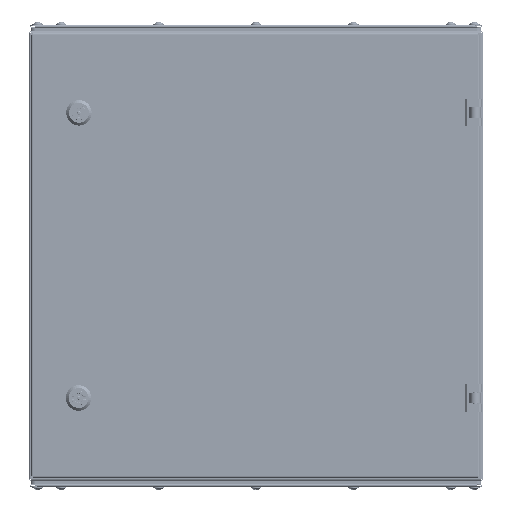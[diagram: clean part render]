
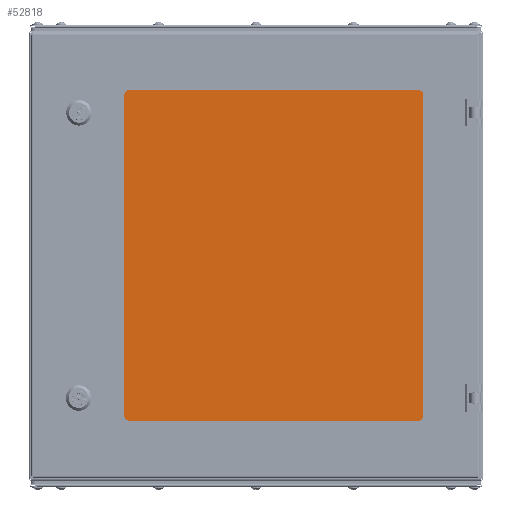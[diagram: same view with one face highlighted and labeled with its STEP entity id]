
A CAD part, top view. The second image highlights one B-rep face of the part: STEP entity #52818.
In plain terms, the highlighted planar face has unit normal (0, 0, 1).
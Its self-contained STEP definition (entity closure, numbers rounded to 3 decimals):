
#850 = ORIENTED_EDGE ( 'NONE', *, *, #47379, .T. ) ;
#1122 = EDGE_CURVE ( 'NONE', #25483, #81751, #88536, .T. ) ;
#6352 = CARTESIAN_POINT ( 'NONE',  ( 167.75, -185.5, 4. ) ) ;
#7240 = AXIS2_PLACEMENT_3D ( 'NONE', #16962, #25106, #10151 ) ;
#7244 = DIRECTION ( 'NONE',  ( 0., -1., 0. ) ) ;
#7815 = CARTESIAN_POINT ( 'NONE',  ( 167.75, -195.5, 4. ) ) ;
#8136 = CARTESIAN_POINT ( 'NONE',  ( -177.75, 195.5, 4. ) ) ;
#9067 = FACE_OUTER_BOUND ( 'NONE', #70283, .T. ) ;
#10151 = DIRECTION ( 'NONE',  ( -1., 0., 0. ) ) ;
#10387 = EDGE_CURVE ( 'NONE', #53854, #61792, #48509, .T. ) ;
#11084 = CARTESIAN_POINT ( 'NONE',  ( 167.75, 185.5, 4. ) ) ;
#11127 = VECTOR ( 'NONE', #7244, 1000. ) ;
#13163 = DIRECTION ( 'NONE',  ( -1., 0., 0. ) ) ;
#14372 = ORIENTED_EDGE ( 'NONE', *, *, #14978, .T. ) ;
#14978 = EDGE_CURVE ( 'NONE', #50230, #55629, #38486, .T. ) ;
#16962 = CARTESIAN_POINT ( 'NONE',  ( -167.75, 185.5, 4. ) ) ;
#17231 = CARTESIAN_POINT ( 'NONE',  ( 0., 0., 4. ) ) ;
#18948 = ORIENTED_EDGE ( 'NONE', *, *, #1122, .T. ) ;
#19968 = DIRECTION ( 'NONE',  ( 0., 0., 1. ) ) ;
#20782 = CARTESIAN_POINT ( 'NONE',  ( -167.75, 195.5, 4. ) ) ;
#21783 = DIRECTION ( 'NONE',  ( -1., 0., 0. ) ) ;
#23026 = CARTESIAN_POINT ( 'NONE',  ( -177.75, 185.5, 4. ) ) ;
#25106 = DIRECTION ( 'NONE',  ( 0., 0., 1. ) ) ;
#25483 = VERTEX_POINT ( 'NONE', #20782 ) ;
#26352 = LINE ( 'NONE', #83157, #11127 ) ;
#26406 = CARTESIAN_POINT ( 'NONE',  ( -167.75, -195.5, 4. ) ) ;
#26542 = DIRECTION ( 'NONE',  ( 0., 1., 0. ) ) ;
#26726 = DIRECTION ( 'NONE',  ( 0., 0., 1. ) ) ;
#27914 = ORIENTED_EDGE ( 'NONE', *, *, #10387, .T. ) ;
#30330 = AXIS2_PLACEMENT_3D ( 'NONE', #6352, #19968, #13163 ) ;
#32175 = ORIENTED_EDGE ( 'NONE', *, *, #58564, .T. ) ;
#37128 = AXIS2_PLACEMENT_3D ( 'NONE', #61246, #26726, #75807 ) ;
#38486 = CIRCLE ( 'NONE', #83462, 10. ) ;
#41960 = CARTESIAN_POINT ( 'NONE',  ( 177.75, -195.5, 4. ) ) ;
#42592 = DIRECTION ( 'NONE',  ( 1., 0., 0. ) ) ;
#43605 = DIRECTION ( 'NONE',  ( -1., 0., 0. ) ) ;
#44213 = EDGE_CURVE ( 'NONE', #61792, #84347, #65148, .T. ) ;
#44939 = PLANE ( 'NONE',  #56577 ) ;
#47379 = EDGE_CURVE ( 'NONE', #84347, #50230, #47432, .T. ) ;
#47432 = LINE ( 'NONE', #41960, #63435 ) ;
#48509 = LINE ( 'NONE', #49844, #73028 ) ;
#49844 = CARTESIAN_POINT ( 'NONE',  ( -177.75, -195.5, 4. ) ) ;
#50230 = VERTEX_POINT ( 'NONE', #54989 ) ;
#52818 = ADVANCED_FACE ( 'NONE', ( #9067 ), #44939, .F. ) ;
#53854 = VERTEX_POINT ( 'NONE', #26406 ) ;
#54989 = CARTESIAN_POINT ( 'NONE',  ( 177.75, 185.5, 4. ) ) ;
#55629 = VERTEX_POINT ( 'NONE', #65613 ) ;
#56577 = AXIS2_PLACEMENT_3D ( 'NONE', #17231, #72674, #43605 ) ;
#57890 = DIRECTION ( 'NONE',  ( 0., 0., 1. ) ) ;
#58564 = EDGE_CURVE ( 'NONE', #59676, #53854, #76318, .T. ) ;
#59651 = EDGE_CURVE ( 'NONE', #81751, #59676, #26352, .T. ) ;
#59676 = VERTEX_POINT ( 'NONE', #60857 ) ;
#60857 = CARTESIAN_POINT ( 'NONE',  ( -177.75, -185.5, 4. ) ) ;
#61246 = CARTESIAN_POINT ( 'NONE',  ( -167.75, -185.5, 4. ) ) ;
#61792 = VERTEX_POINT ( 'NONE', #7815 ) ;
#61972 = CARTESIAN_POINT ( 'NONE',  ( 177.75, -185.5, 4. ) ) ;
#63435 = VECTOR ( 'NONE', #26542, 1000. ) ;
#64484 = ORIENTED_EDGE ( 'NONE', *, *, #84867, .T. ) ;
#65148 = CIRCLE ( 'NONE', #30330, 10. ) ;
#65164 = DIRECTION ( 'NONE',  ( -1., 0., 0. ) ) ;
#65613 = CARTESIAN_POINT ( 'NONE',  ( 167.75, 195.5, 4. ) ) ;
#70283 = EDGE_LOOP ( 'NONE', ( #27914, #82189, #850, #14372, #64484, #18948, #76880, #32175 ) ) ;
#72674 = DIRECTION ( 'NONE',  ( 0., 0., -1. ) ) ;
#73028 = VECTOR ( 'NONE', #42592, 1000. ) ;
#74281 = VECTOR ( 'NONE', #21783, 1000. ) ;
#75807 = DIRECTION ( 'NONE',  ( -1., 0., 0. ) ) ;
#76318 = CIRCLE ( 'NONE', #37128, 10. ) ;
#76880 = ORIENTED_EDGE ( 'NONE', *, *, #59651, .T. ) ;
#81751 = VERTEX_POINT ( 'NONE', #23026 ) ;
#82189 = ORIENTED_EDGE ( 'NONE', *, *, #44213, .T. ) ;
#83157 = CARTESIAN_POINT ( 'NONE',  ( -177.75, -195.5, 4. ) ) ;
#83462 = AXIS2_PLACEMENT_3D ( 'NONE', #11084, #57890, #65164 ) ;
#84067 = LINE ( 'NONE', #8136, #74281 ) ;
#84347 = VERTEX_POINT ( 'NONE', #61972 ) ;
#84867 = EDGE_CURVE ( 'NONE', #55629, #25483, #84067, .T. ) ;
#88536 = CIRCLE ( 'NONE', #7240, 10. ) ;
